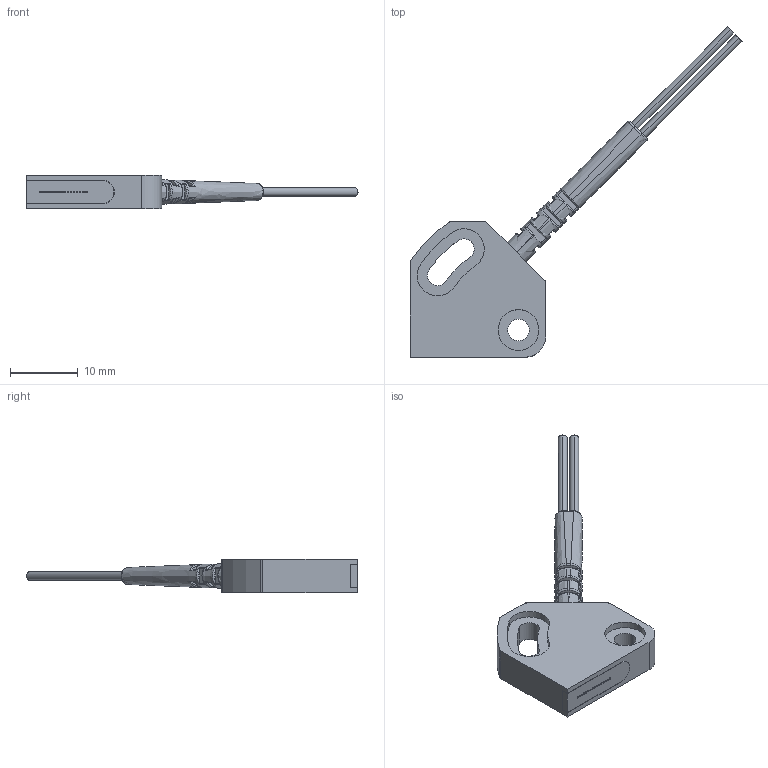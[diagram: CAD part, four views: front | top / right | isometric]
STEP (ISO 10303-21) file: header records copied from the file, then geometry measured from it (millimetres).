
FILE_DESCRIPTION((''),'2;1');
FILE_NAME('PR-A10_ASM','2022-03-01T10:53:24',('Administrator'),(''),'CREO PARAMETRIC BY PTC INC, 2021023','CREO PARAMETRIC BY PTC INC, 2021023','');
FILE_SCHEMA(('CONFIG_CONTROL_DESIGN'));
Length unit declared in the file: millimetre
Products named in the file (3): PR-A10; PR-A10-HUTAO-4MM; PR-A10_ASM
Assembly tree (2 placements, depth 2):
  PR-A10_ASM
    PR-A10
    PR-A10-HUTAO-4MM
Bounding box: 48.93 x 48.7 x 5 mm (x, y, z)
Volume: 1494.7 mm3; surface area: 1825.2 mm2
Topology: 4 solids, 5 shells, 209 faces, 539 edges, 348 vertices
Faces by surface type: bspline 86, cylinder 62, plane 61
Entity records: 9934 total; most frequent: CARTESIAN_POINT 5346, ORIENTED_EDGE 1074, DIRECTION 717, EDGE_CURVE 537, VERTEX_POINT 348, AXIS2_PLACEMENT_3D 284, EDGE_LOOP 255, B_SPLINE_CURVE_WITH_KNOTS 234
